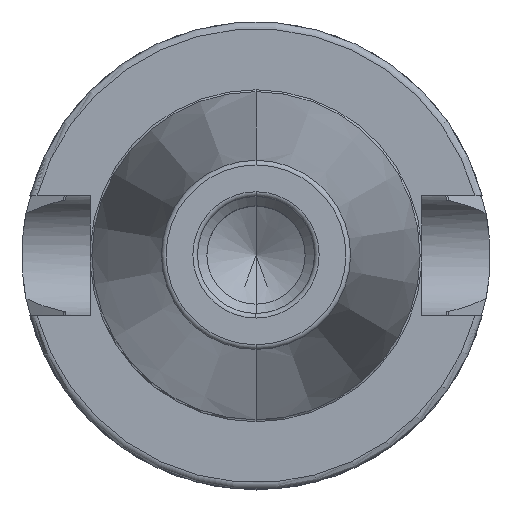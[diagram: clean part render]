
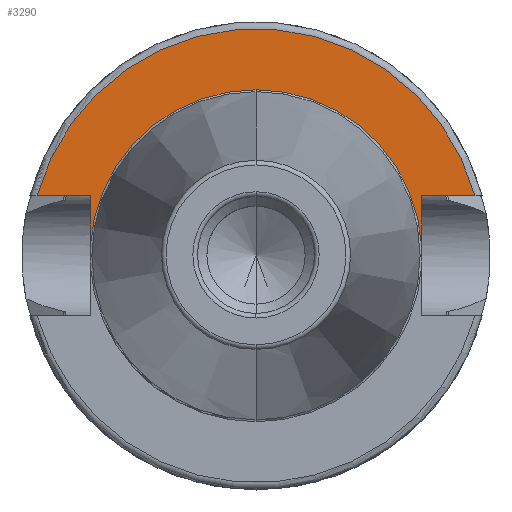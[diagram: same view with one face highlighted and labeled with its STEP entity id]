
A CAD part, top view. The second image highlights one B-rep face of the part: STEP entity #3290.
In plain terms, the highlighted planar face has unit normal (0, 0, 1).
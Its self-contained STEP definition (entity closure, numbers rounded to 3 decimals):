
#284=CARTESIAN_POINT('',(0,0,35));
#285=DIRECTION('',(0,0,-1));
#286=DIRECTION('',(0,1,0));
#287=AXIS2_PLACEMENT_3D('',#284,#285,#286);
#604=DIRECTION('',(1,0,0));
#605=VECTOR('',#604,11.367);
#606=CARTESIAN_POINT('',(-46.767,12.85,35));
#607=LINE('',#606,#605);
#608=DIRECTION('',(-1,0,0));
#609=VECTOR('',#608,11.367);
#610=CARTESIAN_POINT('',(46.767,12.85,35));
#611=LINE('',#610,#609);
#612=DIRECTION('',(0,-1,0));
#613=VECTOR('',#612,10.609);
#614=CARTESIAN_POINT('',(35.4,12.85,35));
#615=LINE('',#614,#613);
#616=DIRECTION('',(0,1,0));
#617=VECTOR('',#616,10.609);
#618=CARTESIAN_POINT('',(-35.4,2.241,35));
#619=LINE('',#618,#617);
#626=CARTESIAN_POINT('',(0,0,35));
#627=DIRECTION('',(0,0,1));
#628=DIRECTION('',(0,1,0));
#629=AXIS2_PLACEMENT_3D('',#626,#627,#628);
#697=CARTESIAN_POINT('',(0,0,35));
#698=DIRECTION('',(0,0,1));
#699=DIRECTION('',(0.964,0.265,0));
#700=AXIS2_PLACEMENT_3D('',#697,#698,#699);
#2197=CARTESIAN_POINT('',(-46.767,12.85,35));
#2198=CARTESIAN_POINT('',(-35.4,12.85,35));
#2199=VERTEX_POINT('',#2197);
#2200=VERTEX_POINT('',#2198);
#2201=CARTESIAN_POINT('',(35.4,12.85,35));
#2202=CARTESIAN_POINT('',(35.4,2.241,35));
#2203=VERTEX_POINT('',#2201);
#2204=VERTEX_POINT('',#2202);
#2209=CARTESIAN_POINT('',(46.767,12.85,35));
#2210=VERTEX_POINT('',#2209);
#2255=CARTESIAN_POINT('',(0,35.471,35));
#2257=VERTEX_POINT('',#2255);
#2267=CARTESIAN_POINT('',(-35.4,2.241,35));
#2268=VERTEX_POINT('',#2267);
#3273=CARTESIAN_POINT('',(0,0,35));
#3274=DIRECTION('',(0,0,-1));
#3275=DIRECTION('',(0,-1,0));
#3276=AXIS2_PLACEMENT_3D('',#3273,#3274,#3275);
#3277=PLANE('',#3276);
#3278=ORIENTED_EDGE('',*,*,#3202,.F.);
#3280=ORIENTED_EDGE('',*,*,#3279,.F.);
#3282=ORIENTED_EDGE('',*,*,#3281,.T.);
#3283=ORIENTED_EDGE('',*,*,#2976,.T.);
#3284=ORIENTED_EDGE('',*,*,#2959,.F.);
#3286=ORIENTED_EDGE('',*,*,#3285,.T.);
#3287=ORIENTED_EDGE('',*,*,#3176,.T.);
#3288=EDGE_LOOP('',(#3278,#3280,#3282,#3283,#3284,#3286,#3287));
#3289=FACE_OUTER_BOUND('',#3288,.F.);
#3290=ADVANCED_FACE('',(#3289),#3277,.F.);
#288=CIRCLE('',#287,35.471);
#630=CIRCLE('',#629,35.471);
#701=CIRCLE('',#700,48.5);
#2959=EDGE_CURVE('',#2257,#2204,#288,.T.);
#2976=EDGE_CURVE('',#2203,#2204,#615,.T.);
#3176=EDGE_CURVE('',#2268,#2200,#619,.T.);
#3202=EDGE_CURVE('',#2199,#2200,#607,.T.);
#3279=EDGE_CURVE('',#2210,#2199,#701,.T.);
#3281=EDGE_CURVE('',#2210,#2203,#611,.T.);
#3285=EDGE_CURVE('',#2257,#2268,#630,.T.);
